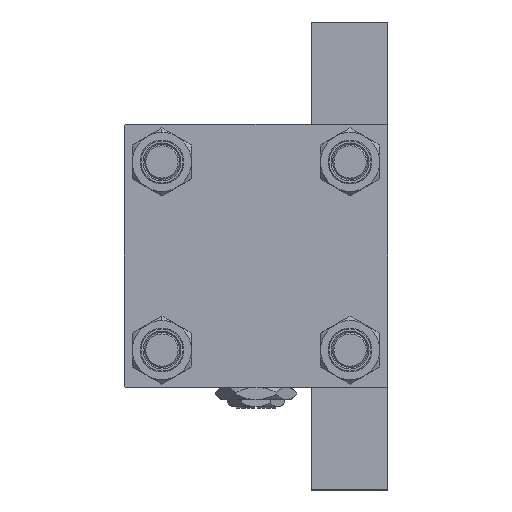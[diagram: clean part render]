
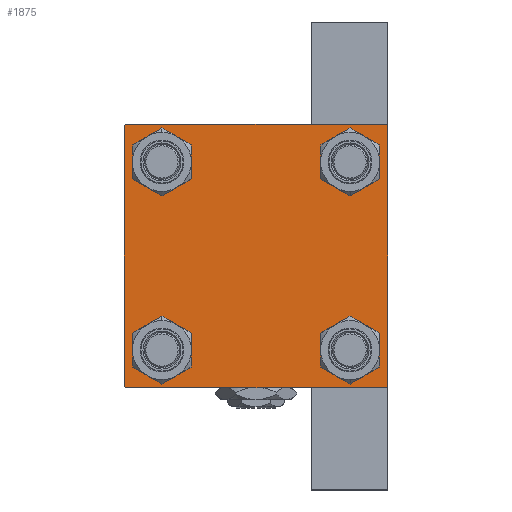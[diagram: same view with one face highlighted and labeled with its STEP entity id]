
A CAD part, left-side view. The second image highlights one B-rep face of the part: STEP entity #1875.
In plain terms, the highlighted planar face has unit normal (-1, 0, 0).
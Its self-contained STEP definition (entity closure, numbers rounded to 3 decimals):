
#339 = DIRECTION ( 'NONE',  ( 1., 0., 0. ) ) ;
#352 = CIRCLE ( 'NONE', #27298, 6.5 ) ;
#629 = DIRECTION ( 'NONE',  ( 1., 0., 0. ) ) ;
#874 = DIRECTION ( 'NONE',  ( 0., 0., 1. ) ) ;
#1667 = DIRECTION ( 'NONE',  ( 0., 0., 1. ) ) ;
#1709 = EDGE_CURVE ( 'NONE', #40112, #31406, #9766, .T. ) ;
#1749 = ORIENTED_EDGE ( 'NONE', *, *, #8090, .T. ) ;
#1875 = ADVANCED_FACE ( 'NONE', ( #49050, #32974, #6201, #25596, #36796 ), #21753, .T. ) ;
#2417 = ORIENTED_EDGE ( 'NONE', *, *, #25017, .T. ) ;
#2435 = CARTESIAN_POINT ( 'NONE',  ( 0., -45., 45. ) ) ;
#3451 = ORIENTED_EDGE ( 'NONE', *, *, #37658, .T. ) ;
#4007 = ORIENTED_EDGE ( 'NONE', *, *, #14409, .T. ) ;
#4074 = ORIENTED_EDGE ( 'NONE', *, *, #38636, .F. ) ;
#4436 = CARTESIAN_POINT ( 'NONE',  ( 0., -32.15, 32.15 ) ) ;
#4606 = CIRCLE ( 'NONE', #48603, 6.5 ) ;
#4841 = ORIENTED_EDGE ( 'NONE', *, *, #29067, .T. ) ;
#4984 = DIRECTION ( 'NONE',  ( 1., 0., 0. ) ) ;
#5282 = LINE ( 'NONE', #45036, #46692 ) ;
#5498 = CARTESIAN_POINT ( 'NONE',  ( 0., -32.15, -32.15 ) ) ;
#6201 = FACE_BOUND ( 'NONE', #25805, .T. ) ;
#7111 = DIRECTION ( 'NONE',  ( 1., 0., 0. ) ) ;
#7126 = VERTEX_POINT ( 'NONE', #30963 ) ;
#7302 = ORIENTED_EDGE ( 'NONE', *, *, #38616, .T. ) ;
#7531 = ORIENTED_EDGE ( 'NONE', *, *, #22693, .T. ) ;
#7546 = VECTOR ( 'NONE', #28112, 1000. ) ;
#8033 = EDGE_LOOP ( 'NONE', ( #41969, #14996 ) ) ;
#8090 = EDGE_CURVE ( 'NONE', #42142, #14529, #32921, .T. ) ;
#8128 = AXIS2_PLACEMENT_3D ( 'NONE', #37291, #17923, #9528 ) ;
#8360 = EDGE_CURVE ( 'NONE', #40571, #8673, #17322, .T. ) ;
#8375 = AXIS2_PLACEMENT_3D ( 'NONE', #41243, #9902, #13968 ) ;
#8673 = VERTEX_POINT ( 'NONE', #10125 ) ;
#9097 = DIRECTION ( 'NONE',  ( 0., 0., -1. ) ) ;
#9188 = VECTOR ( 'NONE', #15616, 1000. ) ;
#9270 = DIRECTION ( 'NONE',  ( 0., 0., 1. ) ) ;
#9528 = DIRECTION ( 'NONE',  ( 0., 0., 1. ) ) ;
#9766 = CIRCLE ( 'NONE', #29323, 6.5 ) ;
#9902 = DIRECTION ( 'NONE',  ( 1., 0., 0. ) ) ;
#10125 = CARTESIAN_POINT ( 'NONE',  ( 0., 32.15, 38.65 ) ) ;
#10845 = EDGE_CURVE ( 'NONE', #22914, #44527, #31263, .T. ) ;
#11712 = EDGE_LOOP ( 'NONE', ( #2417, #7531, #1749, #3451, #4074, #4841, #22713, #7302 ) ) ;
#12036 = VECTOR ( 'NONE', #34994, 1000. ) ;
#12970 = VERTEX_POINT ( 'NONE', #20051 ) ;
#13417 = DIRECTION ( 'NONE',  ( 0., 0.707, -0.707 ) ) ;
#13968 = DIRECTION ( 'NONE',  ( 0., 0., 1. ) ) ;
#14284 = DIRECTION ( 'NONE',  ( 0., 0., -1. ) ) ;
#14409 = EDGE_CURVE ( 'NONE', #44527, #22914, #18663, .T. ) ;
#14529 = VERTEX_POINT ( 'NONE', #27253 ) ;
#14537 = VECTOR ( 'NONE', #14284, 1000. ) ;
#14935 = ORIENTED_EDGE ( 'NONE', *, *, #30530, .T. ) ;
#14996 = ORIENTED_EDGE ( 'NONE', *, *, #8360, .T. ) ;
#15177 = CARTESIAN_POINT ( 'NONE',  ( 0., 45., -44.5 ) ) ;
#15533 = CARTESIAN_POINT ( 'NONE',  ( 0., -32.15, 32.15 ) ) ;
#15616 = DIRECTION ( 'NONE',  ( 0., -0.707, 0.707 ) ) ;
#15784 = AXIS2_PLACEMENT_3D ( 'NONE', #34337, #26730, #23381 ) ;
#15902 = EDGE_CURVE ( 'NONE', #8673, #40571, #352, .T. ) ;
#16978 = VERTEX_POINT ( 'NONE', #17166 ) ;
#17166 = CARTESIAN_POINT ( 'NONE',  ( 0., -44.5, 45. ) ) ;
#17322 = CIRCLE ( 'NONE', #8375, 6.5 ) ;
#17493 = DIRECTION ( 'NONE',  ( 0., -1., 0. ) ) ;
#17577 = DIRECTION ( 'NONE',  ( 0., 0.707, 0.707 ) ) ;
#17923 = DIRECTION ( 'NONE',  ( -1., 0., 0. ) ) ;
#17931 = EDGE_LOOP ( 'NONE', ( #14935, #35780 ) ) ;
#18623 = VERTEX_POINT ( 'NONE', #15177 ) ;
#18663 = CIRCLE ( 'NONE', #30897, 6.5 ) ;
#18769 = VECTOR ( 'NONE', #17577, 1000. ) ;
#19995 = ORIENTED_EDGE ( 'NONE', *, *, #1709, .T. ) ;
#20051 = CARTESIAN_POINT ( 'NONE',  ( 0., -32.15, -38.65 ) ) ;
#21413 = CARTESIAN_POINT ( 'NONE',  ( 0., -44.75, 44.75 ) ) ;
#21753 = PLANE ( 'NONE',  #8128 ) ;
#22693 = EDGE_CURVE ( 'NONE', #18623, #42142, #46740, .T. ) ;
#22713 = ORIENTED_EDGE ( 'NONE', *, *, #32134, .F. ) ;
#22914 = VERTEX_POINT ( 'NONE', #27809 ) ;
#23000 = CARTESIAN_POINT ( 'NONE',  ( 0., 44.5, -45. ) ) ;
#23037 = CARTESIAN_POINT ( 'NONE',  ( 0., -32.15, -25.65 ) ) ;
#23214 = CARTESIAN_POINT ( 'NONE',  ( 0., 45., 45. ) ) ;
#23381 = DIRECTION ( 'NONE',  ( 0., 0., 1. ) ) ;
#23867 = CARTESIAN_POINT ( 'NONE',  ( 0., 32.15, 32.15 ) ) ;
#25017 = EDGE_CURVE ( 'NONE', #7126, #18623, #30110, .T. ) ;
#25390 = DIRECTION ( 'NONE',  ( 0., 0., 1. ) ) ;
#25596 = FACE_BOUND ( 'NONE', #8033, .T. ) ;
#25805 = EDGE_LOOP ( 'NONE', ( #41122, #4007 ) ) ;
#26446 = CARTESIAN_POINT ( 'NONE',  ( 0., -45., -44.5 ) ) ;
#26730 = DIRECTION ( 'NONE',  ( 1., 0., 0. ) ) ;
#27134 = CARTESIAN_POINT ( 'NONE',  ( 0., 44.75, -44.75 ) ) ;
#27253 = CARTESIAN_POINT ( 'NONE',  ( 0., -44.5, -45. ) ) ;
#27298 = AXIS2_PLACEMENT_3D ( 'NONE', #23867, #629, #874 ) ;
#27625 = CARTESIAN_POINT ( 'NONE',  ( 0., -44.75, -44.75 ) ) ;
#27809 = CARTESIAN_POINT ( 'NONE',  ( 0., 32.15, -25.65 ) ) ;
#28112 = DIRECTION ( 'NONE',  ( 0., -1., 0. ) ) ;
#28570 = CIRCLE ( 'NONE', #33428, 6.5 ) ;
#28610 = CIRCLE ( 'NONE', #32671, 6.5 ) ;
#29067 = EDGE_CURVE ( 'NONE', #44791, #16978, #41719, .T. ) ;
#29146 = CARTESIAN_POINT ( 'NONE',  ( 0., 32.15, -38.65 ) ) ;
#29323 = AXIS2_PLACEMENT_3D ( 'NONE', #4436, #339, #9270 ) ;
#29343 = EDGE_CURVE ( 'NONE', #12970, #48136, #28570, .T. ) ;
#29579 = VECTOR ( 'NONE', #9097, 1000. ) ;
#30110 = LINE ( 'NONE', #23214, #14537 ) ;
#30530 = EDGE_CURVE ( 'NONE', #48136, #12970, #28610, .T. ) ;
#30897 = AXIS2_PLACEMENT_3D ( 'NONE', #49699, #7111, #49451 ) ;
#30963 = CARTESIAN_POINT ( 'NONE',  ( 0., 45., 44.5 ) ) ;
#31030 = VERTEX_POINT ( 'NONE', #42152 ) ;
#31095 = DIRECTION ( 'NONE',  ( 1., 0., 0. ) ) ;
#31263 = CIRCLE ( 'NONE', #15784, 6.5 ) ;
#31406 = VERTEX_POINT ( 'NONE', #37993 ) ;
#32134 = EDGE_CURVE ( 'NONE', #31030, #16978, #48634, .T. ) ;
#32671 = AXIS2_PLACEMENT_3D ( 'NONE', #40433, #36609, #1667 ) ;
#32921 = LINE ( 'NONE', #48500, #7546 ) ;
#32974 = FACE_BOUND ( 'NONE', #17931, .T. ) ;
#33302 = VERTEX_POINT ( 'NONE', #26446 ) ;
#33428 = AXIS2_PLACEMENT_3D ( 'NONE', #5498, #4984, #25390 ) ;
#34337 = CARTESIAN_POINT ( 'NONE',  ( 0., 32.15, -32.15 ) ) ;
#34994 = DIRECTION ( 'NONE',  ( 0., -0.707, -0.707 ) ) ;
#35780 = ORIENTED_EDGE ( 'NONE', *, *, #29343, .T. ) ;
#36609 = DIRECTION ( 'NONE',  ( 1., 0., 0. ) ) ;
#36796 = FACE_OUTER_BOUND ( 'NONE', #11712, .T. ) ;
#36813 = VECTOR ( 'NONE', #17493, 1000. ) ;
#37291 = CARTESIAN_POINT ( 'NONE',  ( 0., 0., 0. ) ) ;
#37658 = EDGE_CURVE ( 'NONE', #14529, #33302, #38805, .T. ) ;
#37993 = CARTESIAN_POINT ( 'NONE',  ( 0., -32.15, 25.65 ) ) ;
#38616 = EDGE_CURVE ( 'NONE', #31030, #7126, #5282, .T. ) ;
#38636 = EDGE_CURVE ( 'NONE', #44791, #33302, #44787, .T. ) ;
#38805 = LINE ( 'NONE', #27625, #9188 ) ;
#40112 = VERTEX_POINT ( 'NONE', #40876 ) ;
#40182 = CARTESIAN_POINT ( 'NONE',  ( 0., 45., 45. ) ) ;
#40433 = CARTESIAN_POINT ( 'NONE',  ( 0., -32.15, -32.15 ) ) ;
#40571 = VERTEX_POINT ( 'NONE', #46668 ) ;
#40876 = CARTESIAN_POINT ( 'NONE',  ( 0., -32.15, 38.65 ) ) ;
#41122 = ORIENTED_EDGE ( 'NONE', *, *, #10845, .T. ) ;
#41243 = CARTESIAN_POINT ( 'NONE',  ( 0., 32.15, 32.15 ) ) ;
#41719 = LINE ( 'NONE', #21413, #18769 ) ;
#41901 = CARTESIAN_POINT ( 'NONE',  ( 0., -45., 44.5 ) ) ;
#41969 = ORIENTED_EDGE ( 'NONE', *, *, #15902, .T. ) ;
#42142 = VERTEX_POINT ( 'NONE', #23000 ) ;
#42152 = CARTESIAN_POINT ( 'NONE',  ( 0., 44.5, 45. ) ) ;
#43355 = EDGE_LOOP ( 'NONE', ( #19995, #45160 ) ) ;
#44527 = VERTEX_POINT ( 'NONE', #29146 ) ;
#44787 = LINE ( 'NONE', #2435, #29579 ) ;
#44791 = VERTEX_POINT ( 'NONE', #41901 ) ;
#45036 = CARTESIAN_POINT ( 'NONE',  ( 0., 44.75, 44.75 ) ) ;
#45160 = ORIENTED_EDGE ( 'NONE', *, *, #47588, .T. ) ;
#46658 = DIRECTION ( 'NONE',  ( 0., 0., 1. ) ) ;
#46668 = CARTESIAN_POINT ( 'NONE',  ( 0., 32.15, 25.65 ) ) ;
#46692 = VECTOR ( 'NONE', #13417, 1000. ) ;
#46740 = LINE ( 'NONE', #27134, #12036 ) ;
#47588 = EDGE_CURVE ( 'NONE', #31406, #40112, #4606, .T. ) ;
#48136 = VERTEX_POINT ( 'NONE', #23037 ) ;
#48500 = CARTESIAN_POINT ( 'NONE',  ( 0., 45., -45. ) ) ;
#48603 = AXIS2_PLACEMENT_3D ( 'NONE', #15533, #31095, #46658 ) ;
#48634 = LINE ( 'NONE', #40182, #36813 ) ;
#49050 = FACE_BOUND ( 'NONE', #43355, .T. ) ;
#49451 = DIRECTION ( 'NONE',  ( 0., 0., 1. ) ) ;
#49699 = CARTESIAN_POINT ( 'NONE',  ( 0., 32.15, -32.15 ) ) ;
